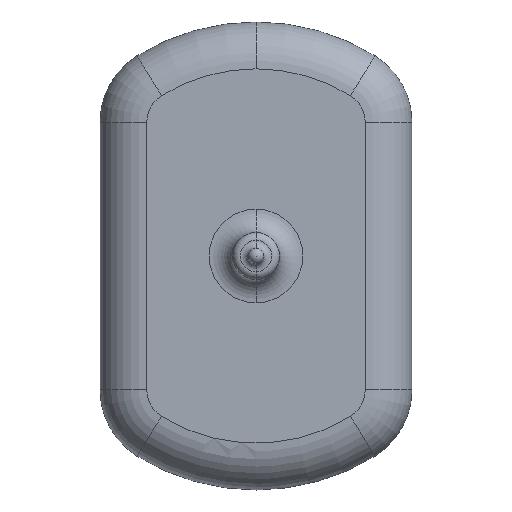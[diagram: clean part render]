
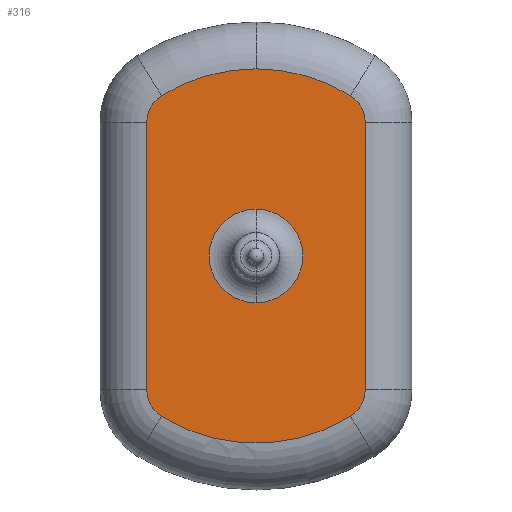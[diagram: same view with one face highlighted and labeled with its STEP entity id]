
A CAD part, front view. The second image highlights one B-rep face of the part: STEP entity #316.
In plain terms, the highlighted planar face has unit normal (0, -1, 0).
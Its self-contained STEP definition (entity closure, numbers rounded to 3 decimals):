
#18 = AXIS2_PLACEMENT_3D ( 'NONE', #804, #2782, #1310 ) ;
#68 = AXIS2_PLACEMENT_3D ( 'NONE', #1340, #2311, #101 ) ;
#101 = DIRECTION ( 'NONE',  ( 0., 0., 1. ) ) ;
#113 = CIRCLE ( 'NONE', #2179, 2. ) ;
#130 = PLANE ( 'NONE',  #1111 ) ;
#210 = ORIENTED_EDGE ( 'NONE', *, *, #2148, .T. ) ;
#240 = CARTESIAN_POINT ( 'NONE',  ( 7., -3., 8.578 ) ) ;
#252 = DIRECTION ( 'NONE',  ( 0., 0., 1. ) ) ;
#273 = CARTESIAN_POINT ( 'NONE',  ( 5., -3., -8.578 ) ) ;
#316 = ADVANCED_FACE ( 'NONE', ( #860, #2435 ), #130, .T. ) ;
#366 = VERTEX_POINT ( 'NONE', #878 ) ;
#392 = CARTESIAN_POINT ( 'NONE',  ( -5., -3., 8.578 ) ) ;
#414 = ORIENTED_EDGE ( 'NONE', *, *, #563, .T. ) ;
#472 = CARTESIAN_POINT ( 'NONE',  ( 0., -3., 0. ) ) ;
#481 = ORIENTED_EDGE ( 'NONE', *, *, #841, .T. ) ;
#563 = EDGE_CURVE ( 'NONE', #2532, #1327, #2905, .T. ) ;
#590 = CARTESIAN_POINT ( 'NONE',  ( 7., -3., 8.578 ) ) ;
#656 = ORIENTED_EDGE ( 'NONE', *, *, #1271, .T. ) ;
#676 = AXIS2_PLACEMENT_3D ( 'NONE', #2279, #1526, #1556 ) ;
#690 = AXIS2_PLACEMENT_3D ( 'NONE', #472, #1894, #960 ) ;
#769 = CARTESIAN_POINT ( 'NONE',  ( -7., -3., 8.578 ) ) ;
#804 = CARTESIAN_POINT ( 'NONE',  ( 0., -3., 0.5 ) ) ;
#813 = CIRCLE ( 'NONE', #1341, 2. ) ;
#815 = DIRECTION ( 'NONE',  ( 0., -1., 0. ) ) ;
#826 = EDGE_CURVE ( 'NONE', #1704, #2306, #1640, .T. ) ;
#841 = EDGE_CURVE ( 'NONE', #2306, #1964, #2829, .T. ) ;
#860 = FACE_OUTER_BOUND ( 'NONE', #2277, .T. ) ;
#863 = CARTESIAN_POINT ( 'NONE',  ( 6.053, -3., 10.278 ) ) ;
#878 = CARTESIAN_POINT ( 'NONE',  ( 6.053, -3., -10.278 ) ) ;
#945 = EDGE_CURVE ( 'NONE', #1964, #2852, #113, .T. ) ;
#960 = DIRECTION ( 'NONE',  ( 0., 0., 1. ) ) ;
#988 = DIRECTION ( 'NONE',  ( 0., 0., 1. ) ) ;
#1040 = AXIS2_PLACEMENT_3D ( 'NONE', #3125, #1649, #1391 ) ;
#1068 = VECTOR ( 'NONE', #1926, 1000. ) ;
#1098 = CARTESIAN_POINT ( 'NONE',  ( 0., -3., 0. ) ) ;
#1102 = EDGE_CURVE ( 'NONE', #1635, #366, #2091, .T. ) ;
#1111 = AXIS2_PLACEMENT_3D ( 'NONE', #1098, #1592, #1856 ) ;
#1155 = VERTEX_POINT ( 'NONE', #1686 ) ;
#1189 = CIRCLE ( 'NONE', #676, 3. ) ;
#1213 = VERTEX_POINT ( 'NONE', #240 ) ;
#1261 = VERTEX_POINT ( 'NONE', #1464 ) ;
#1271 = EDGE_CURVE ( 'NONE', #366, #1261, #3062, .T. ) ;
#1310 = DIRECTION ( 'NONE',  ( 0., 0., 1. ) ) ;
#1327 = VERTEX_POINT ( 'NONE', #2510 ) ;
#1340 = CARTESIAN_POINT ( 'NONE',  ( 5., -3., 8.578 ) ) ;
#1341 = AXIS2_PLACEMENT_3D ( 'NONE', #1374, #3107, #2597 ) ;
#1374 = CARTESIAN_POINT ( 'NONE',  ( -5., -3., -8.578 ) ) ;
#1391 = DIRECTION ( 'NONE',  ( 0., 0., 1. ) ) ;
#1441 = CARTESIAN_POINT ( 'NONE',  ( 0., -3., -3. ) ) ;
#1464 = CARTESIAN_POINT ( 'NONE',  ( 7., -3., -8.578 ) ) ;
#1513 = DIRECTION ( 'NONE',  ( 0., -1., 0. ) ) ;
#1526 = DIRECTION ( 'NONE',  ( 0., 1., 0. ) ) ;
#1556 = DIRECTION ( 'NONE',  ( 0., 0., 1. ) ) ;
#1557 = ORIENTED_EDGE ( 'NONE', *, *, #3056, .T. ) ;
#1559 = CARTESIAN_POINT ( 'NONE',  ( 0., -3., 0.5 ) ) ;
#1579 = EDGE_LOOP ( 'NONE', ( #210, #414 ) ) ;
#1592 = DIRECTION ( 'NONE',  ( 0., -1., 0. ) ) ;
#1602 = CIRCLE ( 'NONE', #68, 2. ) ;
#1635 = VERTEX_POINT ( 'NONE', #2001 ) ;
#1637 = VECTOR ( 'NONE', #252, 1000. ) ;
#1640 = CIRCLE ( 'NONE', #2961, 11.5 ) ;
#1649 = DIRECTION ( 'NONE',  ( 0., -1., 0. ) ) ;
#1686 = CARTESIAN_POINT ( 'NONE',  ( -7., -3., -8.578 ) ) ;
#1701 = ORIENTED_EDGE ( 'NONE', *, *, #1950, .T. ) ;
#1704 = VERTEX_POINT ( 'NONE', #863 ) ;
#1752 = ORIENTED_EDGE ( 'NONE', *, *, #1102, .T. ) ;
#1824 = EDGE_CURVE ( 'NONE', #1155, #1635, #813, .T. ) ;
#1856 = DIRECTION ( 'NONE',  ( 0., 0., 1. ) ) ;
#1894 = DIRECTION ( 'NONE',  ( 0., 1., 0. ) ) ;
#1920 = ORIENTED_EDGE ( 'NONE', *, *, #2753, .T. ) ;
#1926 = DIRECTION ( 'NONE',  ( 0., 0., -1. ) ) ;
#1950 = EDGE_CURVE ( 'NONE', #2852, #1155, #2539, .T. ) ;
#1964 = VERTEX_POINT ( 'NONE', #2915 ) ;
#2001 = CARTESIAN_POINT ( 'NONE',  ( -6.053, -3., -10.278 ) ) ;
#2076 = AXIS2_PLACEMENT_3D ( 'NONE', #273, #1513, #988 ) ;
#2084 = DIRECTION ( 'NONE',  ( 0., 0., 1. ) ) ;
#2091 = CIRCLE ( 'NONE', #1040, 11.5 ) ;
#2148 = EDGE_CURVE ( 'NONE', #1327, #2532, #1189, .T. ) ;
#2179 = AXIS2_PLACEMENT_3D ( 'NONE', #392, #2554, #2084 ) ;
#2267 = ORIENTED_EDGE ( 'NONE', *, *, #1824, .T. ) ;
#2277 = EDGE_LOOP ( 'NONE', ( #1701, #2267, #1752, #656, #1920, #1557, #2662, #481, #3088 ) ) ;
#2279 = CARTESIAN_POINT ( 'NONE',  ( 0., -3., 0. ) ) ;
#2281 = DIRECTION ( 'NONE',  ( 0., 0., 1. ) ) ;
#2306 = VERTEX_POINT ( 'NONE', #3066 ) ;
#2311 = DIRECTION ( 'NONE',  ( 0., -1., 0. ) ) ;
#2435 = FACE_BOUND ( 'NONE', #1579, .T. ) ;
#2510 = CARTESIAN_POINT ( 'NONE',  ( 0., -3., 3. ) ) ;
#2532 = VERTEX_POINT ( 'NONE', #1441 ) ;
#2534 = LINE ( 'NONE', #590, #1637 ) ;
#2539 = LINE ( 'NONE', #2660, #1068 ) ;
#2554 = DIRECTION ( 'NONE',  ( 0., -1., 0. ) ) ;
#2597 = DIRECTION ( 'NONE',  ( 0., 0., 1. ) ) ;
#2660 = CARTESIAN_POINT ( 'NONE',  ( -7., -3., 0. ) ) ;
#2662 = ORIENTED_EDGE ( 'NONE', *, *, #826, .T. ) ;
#2753 = EDGE_CURVE ( 'NONE', #1261, #1213, #2534, .T. ) ;
#2782 = DIRECTION ( 'NONE',  ( 0., -1., 0. ) ) ;
#2829 = CIRCLE ( 'NONE', #18, 11.5 ) ;
#2852 = VERTEX_POINT ( 'NONE', #769 ) ;
#2905 = CIRCLE ( 'NONE', #690, 3. ) ;
#2915 = CARTESIAN_POINT ( 'NONE',  ( -6.053, -3., 10.278 ) ) ;
#2961 = AXIS2_PLACEMENT_3D ( 'NONE', #1559, #815, #2281 ) ;
#3056 = EDGE_CURVE ( 'NONE', #1213, #1704, #1602, .T. ) ;
#3062 = CIRCLE ( 'NONE', #2076, 2. ) ;
#3066 = CARTESIAN_POINT ( 'NONE',  ( 0., -3., 12. ) ) ;
#3088 = ORIENTED_EDGE ( 'NONE', *, *, #945, .T. ) ;
#3107 = DIRECTION ( 'NONE',  ( 0., -1., 0. ) ) ;
#3125 = CARTESIAN_POINT ( 'NONE',  ( 0., -3., -0.5 ) ) ;
